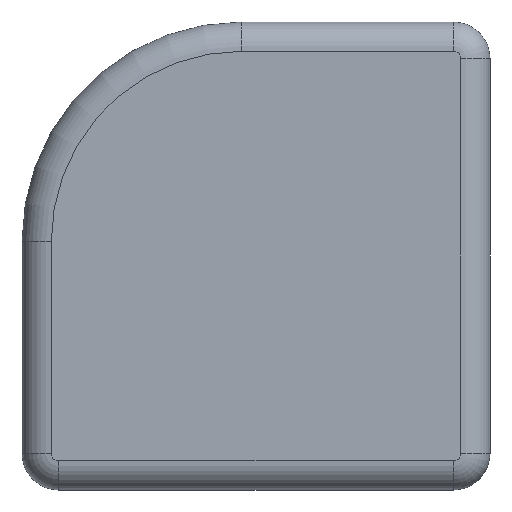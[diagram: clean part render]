
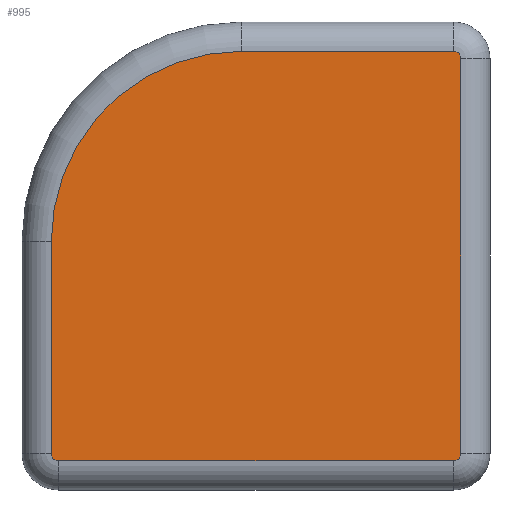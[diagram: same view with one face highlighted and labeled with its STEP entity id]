
A CAD part, front view. The second image highlights one B-rep face of the part: STEP entity #995.
In plain terms, the highlighted planar face has unit normal (0, -1, 0).
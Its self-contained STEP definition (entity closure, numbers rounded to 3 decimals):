
#6 = EDGE_CURVE ( 'NONE', #587, #993, #72, .T. ) ;
#69 = DIRECTION ( 'NONE',  ( 0., 0., -1. ) ) ;
#70 = VECTOR ( 'NONE', #75, 1000. ) ;
#71 = CARTESIAN_POINT ( 'NONE',  ( 14., 0., 16. ) ) ;
#72 = LINE ( 'NONE', #71, #70 ) ;
#73 = DIRECTION ( 'NONE',  ( 0., 1., 0. ) ) ;
#74 = AXIS2_PLACEMENT_3D ( 'NONE', #79, #73, #69 ) ;
#75 = DIRECTION ( 'NONE',  ( 0., 0., 1. ) ) ;
#79 = CARTESIAN_POINT ( 'NONE',  ( 13.5, 0., -13.5 ) ) ;
#80 = CIRCLE ( 'NONE', #74, 0.5 ) ;
#87 = CARTESIAN_POINT ( 'NONE',  ( -16., 0., -16. ) ) ;
#88 = AXIS2_PLACEMENT_3D ( 'NONE', #87, #90, #89 ) ;
#89 = DIRECTION ( 'NONE',  ( 0., 0., -1. ) ) ;
#90 = DIRECTION ( 'NONE',  ( 0., -1., 0. ) ) ;
#96 = PLANE ( 'NONE',  #88 ) ;
#432 = FACE_OUTER_BOUND ( 'NONE', #610, .T. ) ;
#436 = CARTESIAN_POINT ( 'NONE',  ( 14., 0., 13.5 ) ) ;
#539 = CIRCLE ( 'NONE', #540, 0.5 ) ;
#540 = AXIS2_PLACEMENT_3D ( 'NONE', #544, #541, #542 ) ;
#541 = DIRECTION ( 'NONE',  ( 0., 1., 0. ) ) ;
#542 = DIRECTION ( 'NONE',  ( 0., 0., -1. ) ) ;
#544 = CARTESIAN_POINT ( 'NONE',  ( -13.5, 0., -13.5 ) ) ;
#581 = ORIENTED_EDGE ( 'NONE', *, *, #1002, .T. ) ;
#585 = VERTEX_POINT ( 'NONE', #777 ) ;
#587 = VERTEX_POINT ( 'NONE', #773 ) ;
#588 = ORIENTED_EDGE ( 'NONE', *, *, #1000, .T. ) ;
#589 = VERTEX_POINT ( 'NONE', #774 ) ;
#590 = DIRECTION ( 'NONE',  ( 0., 0., -1. ) ) ;
#591 = ORIENTED_EDGE ( 'NONE', *, *, #991, .T. ) ;
#592 = VERTEX_POINT ( 'NONE', #768 ) ;
#594 = VERTEX_POINT ( 'NONE', #772 ) ;
#608 = ORIENTED_EDGE ( 'NONE', *, *, #6, .T. ) ;
#609 = ORIENTED_EDGE ( 'NONE', *, *, #990, .F. ) ;
#610 = EDGE_LOOP ( 'NONE', ( #865, #999, #588, #591, #609, #581, #899, #608 ) ) ;
#615 = EDGE_CURVE ( 'NONE', #585, #993, #805, .T. ) ;
#768 = CARTESIAN_POINT ( 'NONE',  ( -13.5, 0., -14. ) ) ;
#772 = CARTESIAN_POINT ( 'NONE',  ( -1., 0., 14. ) ) ;
#773 = CARTESIAN_POINT ( 'NONE',  ( 14., 0., -13.5 ) ) ;
#774 = CARTESIAN_POINT ( 'NONE',  ( -14., 0., -13.5 ) ) ;
#777 = CARTESIAN_POINT ( 'NONE',  ( 13.5, 0., 14. ) ) ;
#805 = CIRCLE ( 'NONE', #819, 0.5 ) ;
#811 = CARTESIAN_POINT ( 'NONE',  ( 13.5, 0., 13.5 ) ) ;
#819 = AXIS2_PLACEMENT_3D ( 'NONE', #811, #853, #852 ) ;
#834 = VECTOR ( 'NONE', #590, 1000. ) ;
#835 = LINE ( 'NONE', #836, #834 ) ;
#836 = CARTESIAN_POINT ( 'NONE',  ( -14., 0., -16. ) ) ;
#842 = DIRECTION ( 'NONE',  ( -1., 0., 0. ) ) ;
#843 = VECTOR ( 'NONE', #842, 1000. ) ;
#844 = LINE ( 'NONE', #846, #843 ) ;
#846 = CARTESIAN_POINT ( 'NONE',  ( -1., 0., 14. ) ) ;
#852 = DIRECTION ( 'NONE',  ( 0., 0., -1. ) ) ;
#853 = DIRECTION ( 'NONE',  ( 0., 1., 0. ) ) ;
#862 = EDGE_CURVE ( 'NONE', #585, #594, #844, .T. ) ;
#865 = ORIENTED_EDGE ( 'NONE', *, *, #615, .F. ) ;
#872 = DIRECTION ( 'NONE',  ( 1., 0., 0. ) ) ;
#873 = VECTOR ( 'NONE', #872, 1000. ) ;
#874 = LINE ( 'NONE', #886, #873 ) ;
#875 = DIRECTION ( 'NONE',  ( 0., 0., -1. ) ) ;
#876 = DIRECTION ( 'NONE',  ( 0., -1., 0. ) ) ;
#877 = CARTESIAN_POINT ( 'NONE',  ( 13.5, 0., -14. ) ) ;
#880 = CARTESIAN_POINT ( 'NONE',  ( -1., 0., 1. ) ) ;
#886 = CARTESIAN_POINT ( 'NONE',  ( 16., 0., -14. ) ) ;
#887 = CIRCLE ( 'NONE', #890, 13. ) ;
#888 = CARTESIAN_POINT ( 'NONE',  ( -14., 0., 1. ) ) ;
#890 = AXIS2_PLACEMENT_3D ( 'NONE', #880, #876, #875 ) ;
#899 = ORIENTED_EDGE ( 'NONE', *, *, #989, .F. ) ;
#989 = EDGE_CURVE ( 'NONE', #587, #1001, #80, .T. ) ;
#990 = EDGE_CURVE ( 'NONE', #592, #589, #539, .T. ) ;
#991 = EDGE_CURVE ( 'NONE', #998, #589, #835, .T. ) ;
#993 = VERTEX_POINT ( 'NONE', #436 ) ;
#995 = ADVANCED_FACE ( 'NONE', ( #432 ), #96, .T. ) ;
#998 = VERTEX_POINT ( 'NONE', #888 ) ;
#999 = ORIENTED_EDGE ( 'NONE', *, *, #862, .T. ) ;
#1000 = EDGE_CURVE ( 'NONE', #594, #998, #887, .T. ) ;
#1001 = VERTEX_POINT ( 'NONE', #877 ) ;
#1002 = EDGE_CURVE ( 'NONE', #592, #1001, #874, .T. ) ;
